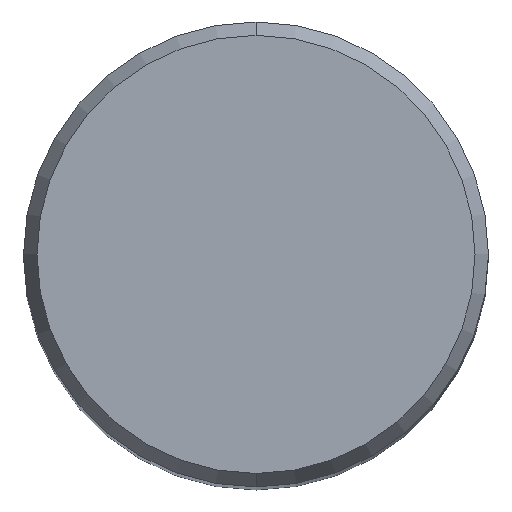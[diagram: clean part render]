
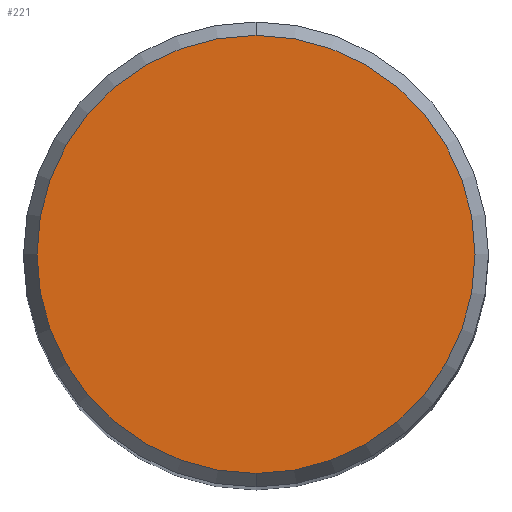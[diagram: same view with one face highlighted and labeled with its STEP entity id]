
A CAD part, top view. The second image highlights one B-rep face of the part: STEP entity #221.
In plain terms, the highlighted planar face has unit normal (0, 0, 1).
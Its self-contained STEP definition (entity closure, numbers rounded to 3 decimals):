
#111=VERTEX_POINT('',#265);
#179=EDGE_CURVE('',#111,#191,#337,.T.);
#191=VERTEX_POINT('',#351);
#199=EDGE_CURVE('',#191,#111,#360,.T.);
#221=ADVANCED_FACE('',(#386),#387,.T.);
#265=CARTESIAN_POINT('',(0.,-7.479,0.0));
#337=CIRCLE('',#526,7.479);
#351=CARTESIAN_POINT('',(0.0,7.479,0.0));
#360=CIRCLE('',#556,7.479);
#386=FACE_OUTER_BOUND('',#586,.T.);
#387=PLANE('',#587);
#526=AXIS2_PLACEMENT_3D('',#689,#690,#691);
#556=AXIS2_PLACEMENT_3D('',#722,#723,#724);
#586=EDGE_LOOP('',(#767,#768));
#587=AXIS2_PLACEMENT_3D('',#769,#770,#771);
#689=CARTESIAN_POINT('',(0.0,0.0,0.0));
#690=DIRECTION('',(0.0,0.0,-1.0));
#691=DIRECTION('',(0.0,1.0,0.0));
#722=CARTESIAN_POINT('',(0.0,0.0,0.0));
#723=DIRECTION('',(0.0,0.0,-1.0));
#724=DIRECTION('',(0.0,1.0,0.0));
#767=ORIENTED_EDGE('',*,*,#199,.F.);
#768=ORIENTED_EDGE('',*,*,#179,.F.);
#769=CARTESIAN_POINT('',(0.0,3.74,0.0));
#770=DIRECTION('',(-0.0,0.0,1.0));
#771=DIRECTION('',(0.0,-1.0,0.0));
